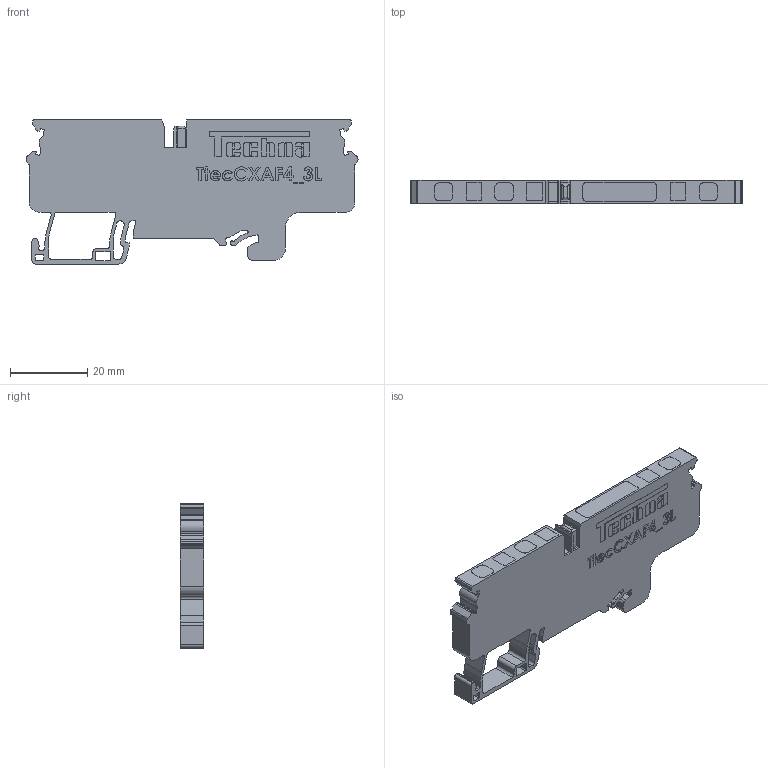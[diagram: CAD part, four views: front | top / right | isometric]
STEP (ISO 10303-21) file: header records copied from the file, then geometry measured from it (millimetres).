
FILE_DESCRIPTION (( 'STEP AP214' ), '1' );
FILE_NAME ('TtecCXAF4_3L.STEP', '2020-07-21T11:28:25', ( '' ), ( '' ), 'SwSTEP 2.0', 'SolidWorks 2020', '' );
FILE_SCHEMA (( 'AUTOMOTIVE_DESIGN' ));
Length unit declared in the file: millimetre
Products named in the file (1): TtecCXAF4_3L
Bounding box: 86.2 x 6 x 37.4 mm (x, y, z)
Volume: 14113.4 mm3; surface area: 7396.5 mm2
Topology: 1 solids, 1 shells, 831 faces, 2326 edges, 1551 vertices
Faces by surface type: plane 497, cylinder 258, bspline 76
Entity records: 36929 total; most frequent: CARTESIAN_POINT 9437, ORIENTED_EDGE 4652, DIRECTION 4190, EDGE_CURVE 2326, VECTOR 1662, LINE 1662, VERTEX_POINT 1551, AXIS2_PLACEMENT_3D 1264
